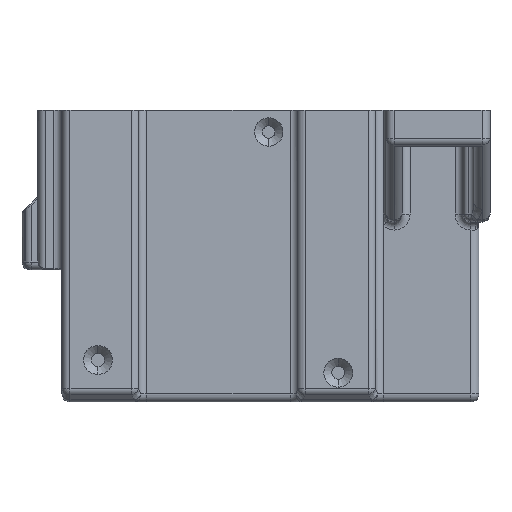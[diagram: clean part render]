
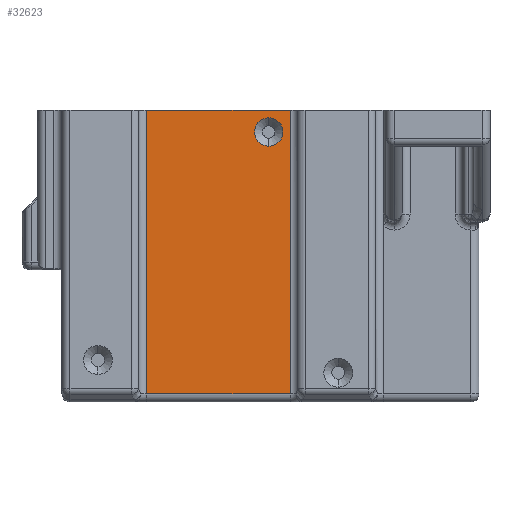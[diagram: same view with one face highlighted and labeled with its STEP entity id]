
A CAD part, front view. The second image highlights one B-rep face of the part: STEP entity #32623.
In plain terms, the highlighted planar face has unit normal (0, -1, 0).
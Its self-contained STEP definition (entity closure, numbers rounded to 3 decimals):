
#2441 = CIRCLE ( 'NONE', #42378, 3.55 ) ;
#3041 = DIRECTION ( 'NONE',  ( 0., 1., 0. ) ) ;
#4093 = DIRECTION ( 'NONE',  ( 1., 0., 0. ) ) ;
#4897 = ORIENTED_EDGE ( 'NONE', *, *, #23503, .T. ) ;
#6808 = VERTEX_POINT ( 'NONE', #33201 ) ;
#7825 = DIRECTION ( 'NONE',  ( 0., 0., 1. ) ) ;
#8496 = CARTESIAN_POINT ( 'NONE',  ( -10.882, -23.584, 40. ) ) ;
#9382 = CARTESIAN_POINT ( 'NONE',  ( 72.268, -23.584, -33. ) ) ;
#9932 = LINE ( 'NONE', #16362, #44332 ) ;
#10775 = CARTESIAN_POINT ( 'NONE',  ( -10.882, -23.584, -31. ) ) ;
#12816 = DIRECTION ( 'NONE',  ( -1., 0., 0. ) ) ;
#14955 = AXIS2_PLACEMENT_3D ( 'NONE', #22065, #38896, #18294 ) ;
#15838 = DIRECTION ( 'NONE',  ( 0., 0., -1. ) ) ;
#16362 = CARTESIAN_POINT ( 'NONE',  ( 0., -23.584, 40. ) ) ;
#16714 = PLANE ( 'NONE',  #27220 ) ;
#17904 = ORIENTED_EDGE ( 'NONE', *, *, #22831, .T. ) ;
#18294 = DIRECTION ( 'NONE',  ( -1., 0., 0. ) ) ;
#18358 = DIRECTION ( 'NONE',  ( 0., 1., 0. ) ) ;
#19154 = CARTESIAN_POINT ( 'NONE',  ( -10.882, -23.584, -33. ) ) ;
#19853 = VERTEX_POINT ( 'NONE', #41856 ) ;
#19970 = VERTEX_POINT ( 'NONE', #30560 ) ;
#20265 = ORIENTED_EDGE ( 'NONE', *, *, #41328, .T. ) ;
#20392 = EDGE_LOOP ( 'NONE', ( #20593, #4897 ) ) ;
#20593 = ORIENTED_EDGE ( 'NONE', *, *, #30315, .T. ) ;
#22065 = CARTESIAN_POINT ( 'NONE',  ( 19.718, -23.584, 34.5 ) ) ;
#22831 = EDGE_CURVE ( 'NONE', #22907, #40461, #26736, .T. ) ;
#22907 = VERTEX_POINT ( 'NONE', #8496 ) ;
#23156 = VECTOR ( 'NONE', #4093, 1000. ) ;
#23503 = EDGE_CURVE ( 'NONE', #39901, #19970, #40644, .T. ) ;
#24506 = CARTESIAN_POINT ( 'NONE',  ( 25.118, -23.584, -33. ) ) ;
#24688 = CARTESIAN_POINT ( 'NONE',  ( 25.118, -23.584, -31. ) ) ;
#25873 = EDGE_LOOP ( 'NONE', ( #17904, #20265, #38421, #43899 ) ) ;
#26736 = LINE ( 'NONE', #19154, #31513 ) ;
#27220 = AXIS2_PLACEMENT_3D ( 'NONE', #9382, #3041, #12816 ) ;
#28915 = DIRECTION ( 'NONE',  ( -1., 0., 0. ) ) ;
#29750 = LINE ( 'NONE', #24506, #42096 ) ;
#30315 = EDGE_CURVE ( 'NONE', #19970, #39901, #2441, .T. ) ;
#30560 = CARTESIAN_POINT ( 'NONE',  ( 19.718, -23.584, 30.95 ) ) ;
#31513 = VECTOR ( 'NONE', #15838, 1000. ) ;
#32061 = EDGE_CURVE ( 'NONE', #6808, #19853, #29750, .T. ) ;
#32623 = ADVANCED_FACE ( 'NONE', ( #41022, #33512 ), #16714, .F. ) ;
#33201 = CARTESIAN_POINT ( 'NONE',  ( 25.118, -23.584, -31. ) ) ;
#33343 = DIRECTION ( 'NONE',  ( -1., 0., 0. ) ) ;
#33512 = FACE_OUTER_BOUND ( 'NONE', #25873, .T. ) ;
#33922 = LINE ( 'NONE', #24688, #23156 ) ;
#36565 = EDGE_CURVE ( 'NONE', #19853, #22907, #9932, .T. ) ;
#38421 = ORIENTED_EDGE ( 'NONE', *, *, #32061, .T. ) ;
#38896 = DIRECTION ( 'NONE',  ( 0., 1., 0. ) ) ;
#39579 = CARTESIAN_POINT ( 'NONE',  ( 19.718, -23.584, 34.5 ) ) ;
#39901 = VERTEX_POINT ( 'NONE', #40098 ) ;
#40098 = CARTESIAN_POINT ( 'NONE',  ( 19.718, -23.584, 38.05 ) ) ;
#40461 = VERTEX_POINT ( 'NONE', #10775 ) ;
#40644 = CIRCLE ( 'NONE', #14955, 3.55 ) ;
#41022 = FACE_BOUND ( 'NONE', #20392, .T. ) ;
#41328 = EDGE_CURVE ( 'NONE', #40461, #6808, #33922, .T. ) ;
#41856 = CARTESIAN_POINT ( 'NONE',  ( 25.118, -23.584, 40. ) ) ;
#42096 = VECTOR ( 'NONE', #7825, 1000. ) ;
#42378 = AXIS2_PLACEMENT_3D ( 'NONE', #39579, #18358, #28915 ) ;
#43899 = ORIENTED_EDGE ( 'NONE', *, *, #36565, .T. ) ;
#44332 = VECTOR ( 'NONE', #33343, 1000. ) ;
